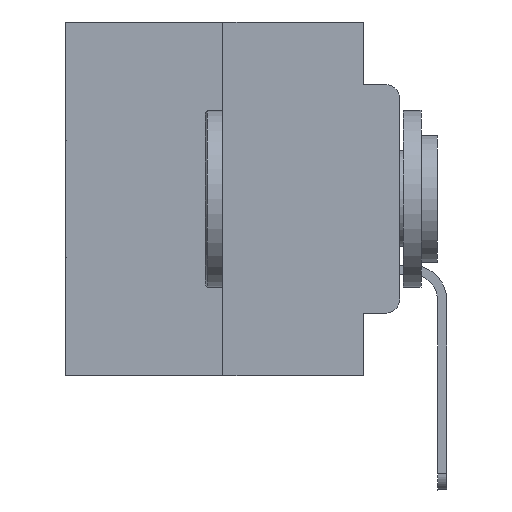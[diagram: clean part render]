
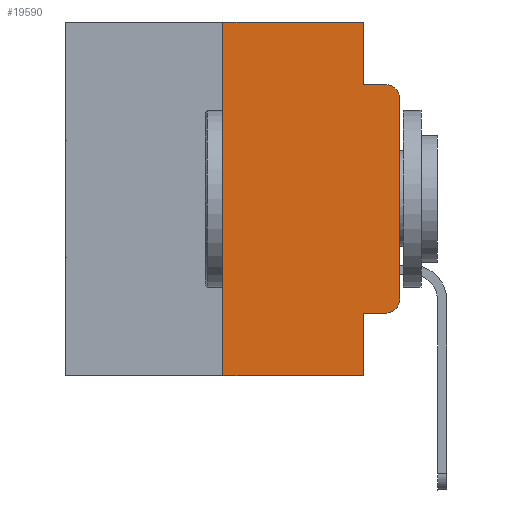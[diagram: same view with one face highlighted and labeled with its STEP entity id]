
A CAD part, left-side view. The second image highlights one B-rep face of the part: STEP entity #19590.
In plain terms, the highlighted planar face has unit normal (-1, 0, 0).
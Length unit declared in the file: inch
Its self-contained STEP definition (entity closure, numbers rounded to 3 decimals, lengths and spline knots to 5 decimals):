
#229 = DIRECTION ( 'NONE',  ( 0., 0., -1. ) ) ;
#600 = CARTESIAN_POINT ( 'NONE',  ( 0., 0., -0.3915 ) ) ;
#665 = VECTOR ( 'NONE', #5878, 39.37008 ) ;
#793 = CARTESIAN_POINT ( 'NONE',  ( 0., 0.02, -0.4115 ) ) ;
#1153 = LINE ( 'NONE', #25560, #665 ) ;
#1954 = DIRECTION ( 'NONE',  ( 0., -1., 0. ) ) ;
#1998 = CARTESIAN_POINT ( 'NONE',  ( 0., 0.051, -0.0885 ) ) ;
#2666 = CIRCLE ( 'NONE', #6349, 0.02 ) ;
#2691 = EDGE_CURVE ( 'NONE', #16545, #6939, #2666, .T. ) ;
#2913 = VECTOR ( 'NONE', #11319, 39.37008 ) ;
#3304 = DIRECTION ( 'NONE',  ( 0., -1., 0. ) ) ;
#3658 = DIRECTION ( 'NONE',  ( 0., 0., -1. ) ) ;
#3969 = CARTESIAN_POINT ( 'NONE',  ( 0., 0.051, -0.4115 ) ) ;
#4368 = DIRECTION ( 'NONE',  ( 1., 0., 0. ) ) ;
#4536 = EDGE_CURVE ( 'NONE', #24706, #8981, #13604, .T. ) ;
#4654 = CARTESIAN_POINT ( 'NONE',  ( 0., 0.02, -0.0885 ) ) ;
#5212 = AXIS2_PLACEMENT_3D ( 'NONE', #12258, #21029, #10107 ) ;
#5411 = EDGE_LOOP ( 'NONE', ( #14851, #12464, #9917, #24519, #19859, #6356, #12169, #23120, #9156, #13211 ) ) ;
#5878 = DIRECTION ( 'NONE',  ( 0., 0., 1. ) ) ;
#6266 = CARTESIAN_POINT ( 'NONE',  ( 0., 0.473, -0.5 ) ) ;
#6337 = EDGE_CURVE ( 'NONE', #22339, #24610, #27651, .T. ) ;
#6349 = AXIS2_PLACEMENT_3D ( 'NONE', #19143, #10920, #23853 ) ;
#6356 = ORIENTED_EDGE ( 'NONE', *, *, #4536, .F. ) ;
#6737 = CARTESIAN_POINT ( 'NONE',  ( 0., 0.051, 0. ) ) ;
#6836 = VECTOR ( 'NONE', #3658, 39.37008 ) ;
#6939 = VERTEX_POINT ( 'NONE', #600 ) ;
#7618 = VECTOR ( 'NONE', #8359, 39.37008 ) ;
#8359 = DIRECTION ( 'NONE',  ( 0., 0., -1. ) ) ;
#8981 = VERTEX_POINT ( 'NONE', #13498 ) ;
#8982 = VECTOR ( 'NONE', #3304, 39.37008 ) ;
#9156 = ORIENTED_EDGE ( 'NONE', *, *, #23905, .T. ) ;
#9289 = CARTESIAN_POINT ( 'NONE',  ( 0., 0.25, 0. ) ) ;
#9917 = ORIENTED_EDGE ( 'NONE', *, *, #25985, .F. ) ;
#9925 = LINE ( 'NONE', #22988, #8982 ) ;
#10107 = DIRECTION ( 'NONE',  ( 0., 0., -1. ) ) ;
#10702 = CARTESIAN_POINT ( 'NONE',  ( 0., 0.473, 0. ) ) ;
#10920 = DIRECTION ( 'NONE',  ( -1., 0., 0. ) ) ;
#11127 = FACE_OUTER_BOUND ( 'NONE', #5411, .T. ) ;
#11319 = DIRECTION ( 'NONE',  ( 0., 0., 1. ) ) ;
#11595 = VERTEX_POINT ( 'NONE', #17431 ) ;
#11987 = EDGE_CURVE ( 'NONE', #16011, #24776, #26681, .T. ) ;
#12169 = ORIENTED_EDGE ( 'NONE', *, *, #16454, .T. ) ;
#12258 = CARTESIAN_POINT ( 'NONE',  ( 0., 0.02, -0.1085 ) ) ;
#12464 = ORIENTED_EDGE ( 'NONE', *, *, #14896, .T. ) ;
#13211 = ORIENTED_EDGE ( 'NONE', *, *, #2691, .T. ) ;
#13421 = VERTEX_POINT ( 'NONE', #4654 ) ;
#13498 = CARTESIAN_POINT ( 'NONE',  ( 0., 0.25, 0. ) ) ;
#13604 = LINE ( 'NONE', #9289, #2913 ) ;
#13631 = AXIS2_PLACEMENT_3D ( 'NONE', #10702, #4368, #229 ) ;
#14851 = ORIENTED_EDGE ( 'NONE', *, *, #24611, .T. ) ;
#14896 = EDGE_CURVE ( 'NONE', #11595, #13421, #17593, .T. ) ;
#16011 = VERTEX_POINT ( 'NONE', #24386 ) ;
#16454 = EDGE_CURVE ( 'NONE', #24706, #24610, #25940, .T. ) ;
#16545 = VERTEX_POINT ( 'NONE', #793 ) ;
#17131 = LINE ( 'NONE', #24173, #21824 ) ;
#17431 = CARTESIAN_POINT ( 'NONE',  ( 0., 0., -0.1085 ) ) ;
#17593 = CIRCLE ( 'NONE', #5212, 0.02 ) ;
#18482 = EDGE_CURVE ( 'NONE', #8981, #16011, #9925, .T. ) ;
#18529 = VECTOR ( 'NONE', #25944, 39.37008 ) ;
#19143 = CARTESIAN_POINT ( 'NONE',  ( 0., 0.02, -0.3915 ) ) ;
#19590 = ADVANCED_FACE ( 'NONE', ( #11127 ), #19912, .F. ) ;
#19859 = ORIENTED_EDGE ( 'NONE', *, *, #18482, .F. ) ;
#19912 = PLANE ( 'NONE',  #13631 ) ;
#21029 = DIRECTION ( 'NONE',  ( -1., 0., 0. ) ) ;
#21218 = LINE ( 'NONE', #3969, #18529 ) ;
#21824 = VECTOR ( 'NONE', #25894, 39.37008 ) ;
#22188 = CARTESIAN_POINT ( 'NONE',  ( 0., 0.051, -0.4115 ) ) ;
#22339 = VERTEX_POINT ( 'NONE', #22188 ) ;
#22988 = CARTESIAN_POINT ( 'NONE',  ( 0., 0.473, 0. ) ) ;
#23120 = ORIENTED_EDGE ( 'NONE', *, *, #6337, .F. ) ;
#23131 = VECTOR ( 'NONE', #1954, 39.37008 ) ;
#23340 = CARTESIAN_POINT ( 'NONE',  ( 0., 0.051, 0. ) ) ;
#23838 = CARTESIAN_POINT ( 'NONE',  ( 0., 0.25, -0.5 ) ) ;
#23853 = DIRECTION ( 'NONE',  ( 0., 0., -1. ) ) ;
#23905 = EDGE_CURVE ( 'NONE', #22339, #16545, #21218, .T. ) ;
#24173 = CARTESIAN_POINT ( 'NONE',  ( 0., 0.051, -0.0885 ) ) ;
#24386 = CARTESIAN_POINT ( 'NONE',  ( 0., 0.051, 0. ) ) ;
#24519 = ORIENTED_EDGE ( 'NONE', *, *, #11987, .F. ) ;
#24610 = VERTEX_POINT ( 'NONE', #25418 ) ;
#24611 = EDGE_CURVE ( 'NONE', #6939, #11595, #1153, .T. ) ;
#24706 = VERTEX_POINT ( 'NONE', #23838 ) ;
#24776 = VERTEX_POINT ( 'NONE', #1998 ) ;
#25418 = CARTESIAN_POINT ( 'NONE',  ( 0., 0.051, -0.5 ) ) ;
#25560 = CARTESIAN_POINT ( 'NONE',  ( 0., 0., 0. ) ) ;
#25894 = DIRECTION ( 'NONE',  ( 0., -1., 0. ) ) ;
#25940 = LINE ( 'NONE', #6266, #23131 ) ;
#25944 = DIRECTION ( 'NONE',  ( 0., -1., 0. ) ) ;
#25985 = EDGE_CURVE ( 'NONE', #24776, #13421, #17131, .T. ) ;
#26681 = LINE ( 'NONE', #6737, #7618 ) ;
#27651 = LINE ( 'NONE', #23340, #6836 ) ;
